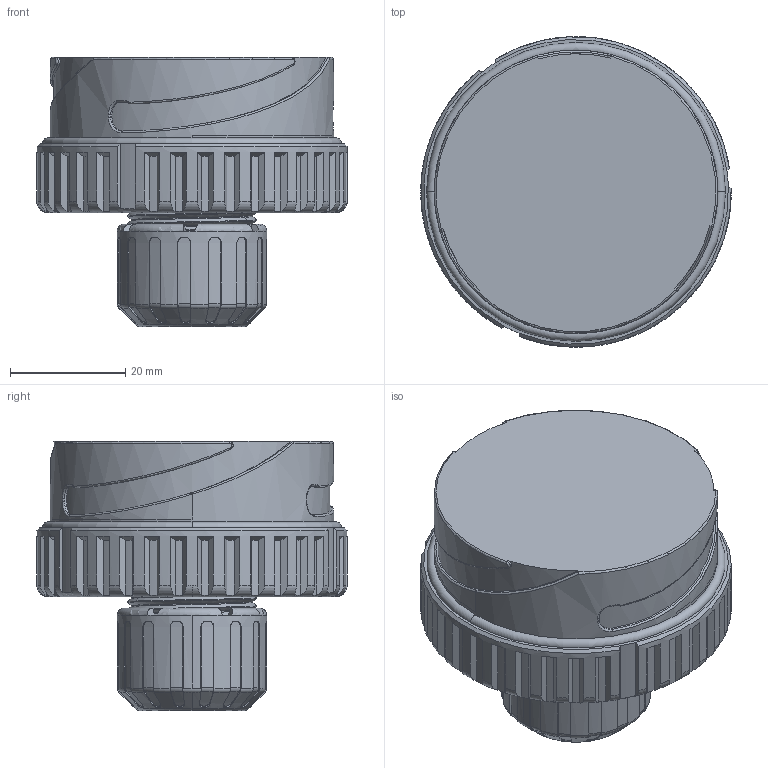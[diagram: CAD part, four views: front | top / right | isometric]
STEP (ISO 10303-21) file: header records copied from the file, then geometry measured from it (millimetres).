
FILE_DESCRIPTION((''),'2;1');
FILE_NAME('380319_KD','2019-08-26T11:40:52',('teru'),(''),'CREO PARAMETRIC BY PTC INC, 2017380','CREO PARAMETRIC BY PTC INC, 2017380','');
FILE_SCHEMA(('CONFIG_CONTROL_DESIGN'));
Length unit declared in the file: millimetre
Products named in the file (1): 380319_KD
Bounding box: 54 x 54 x 46.8 mm (x, y, z)
Volume: 54717 mm3; surface area: 13815.3 mm2
Topology: 1 solids, 1 shells, 490 faces, 1385 edges, 902 vertices
Faces by surface type: plane 168, cylinder 160, cone 58, torus 57, bspline 47
Entity records: 20923 total; most frequent: CARTESIAN_POINT 8768, ORIENTED_EDGE 2770, DIRECTION 2317, EDGE_CURVE 1385, AXIS2_PLACEMENT_3D 913, VERTEX_POINT 902, EDGE_LOOP 495, VECTOR 491
